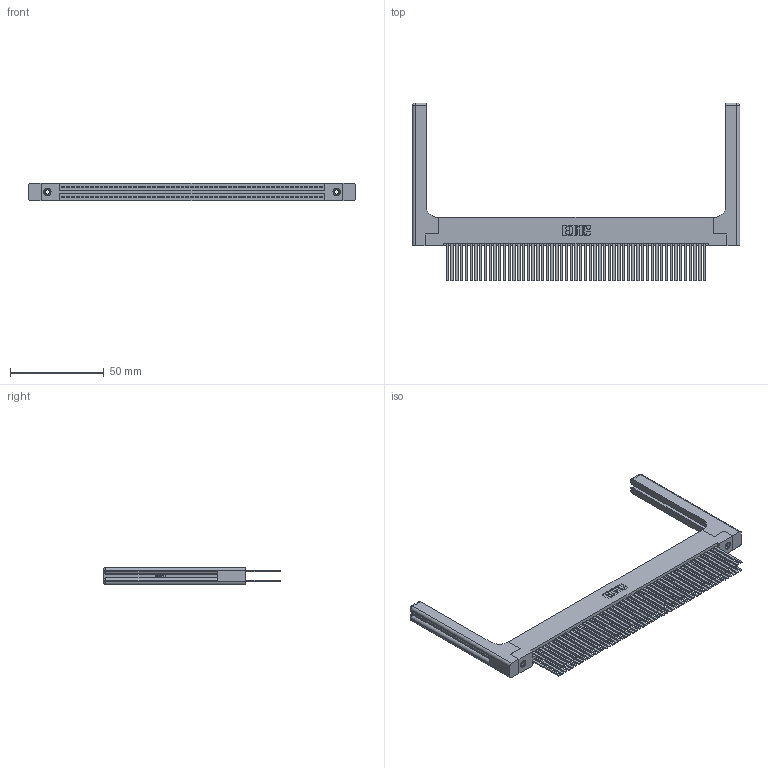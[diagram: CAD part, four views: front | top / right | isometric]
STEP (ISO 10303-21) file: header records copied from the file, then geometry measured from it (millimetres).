
FILE_DESCRIPTION (( 'STEP AP203' ), '1' );
FILE_NAME ('395-110-544-258.STEP', '2019-10-27T11:22:10', ( '' ), ( '' ), 'SwSTEP 2.0', 'SolidWorks 2016', '' );
FILE_SCHEMA (( 'CONFIG_CONTROL_DESIGN' ));
Length unit declared in the file: inch
Products named in the file (5): 345 Part_Flush Mounting Lugs - 0.156 Dia-TH; 345-292-001_345-293-144; 345-250-001_345-250-001-102; 345-220-058_345-220-058; 395-110-544-258
Assembly tree (115 placements, depth 2):
  395-110-544-258
    345 Part_Flush Mounting Lugs - 0.156 Dia-TH
    345-292-001_345-293-144  x110
    345-250-001_345-250-001-102  x2
    345-220-058_345-220-058  x2
Bounding box: 174.73 x 94.92 x 9.4 mm (x, y, z)
Volume: 27110.9 mm3; surface area: 37376.9 mm2
Topology: 115 solids, 115 shells, 5222 faces, 15417 edges, 10110 vertices
Faces by surface type: plane 3418, cylinder 1744, bspline 36, cone 12, sphere 8, torus 4
Entity records: 46402 total; most frequent: CARTESIAN_POINT 8757, ORIENTED_EDGE 7488, DIRECTION 6636, EDGE_CURVE 3744, LINE 3304, VECTOR 3304, VERTEX_POINT 2486, AXIS2_PLACEMENT_3D 1666
